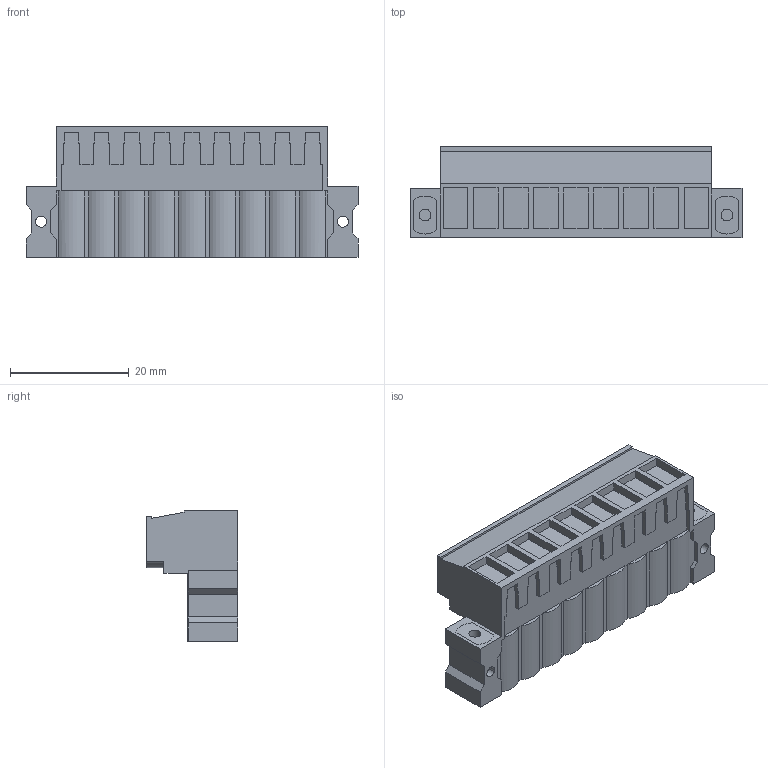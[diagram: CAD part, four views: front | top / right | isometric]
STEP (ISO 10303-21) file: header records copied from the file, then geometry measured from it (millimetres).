
FILE_DESCRIPTION(('CATIA V5 STEP Exchange','CAx-IF Rec.Pracs.--- Model Styling and Organization---1.2---2011-12-15'),'2;1');
FILE_NAME ('D1457470_0_1846430000_1846430000.stp','2017-05-17T11:18:01+00:00',('none'),('Weidmueller'),'CATIA Version 5-6 Release 2014','CATIA V5 STEP AP214','none');
FILE_SCHEMA(('AUTOMOTIVE_DESIGN { 1 0 10303 214 1 1 1 1 }'));
Length unit declared in the file: millimetre
Products named in the file (1): 1846430000
Bounding box: 55.98 x 15.38 x 22.05 mm (x, y, z)
Volume: 8678.3 mm3; surface area: 7935.2 mm2
Topology: 23 solids, 23 shells, 731 faces, 1970 edges, 1328 vertices
Faces by surface type: plane 550, cylinder 145, extrusion 36
Entity records: 22106 total; most frequent: CARTESIAN_POINT 4929, ORIENTED_EDGE 3940, DIRECTION 2728, EDGE_CURVE 1970, VECTOR 1600, LINE 1564, VERTEX_POINT 1328, EDGE_LOOP 804
